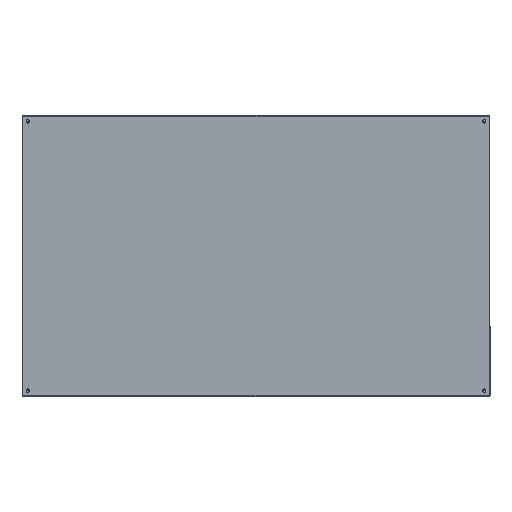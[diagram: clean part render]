
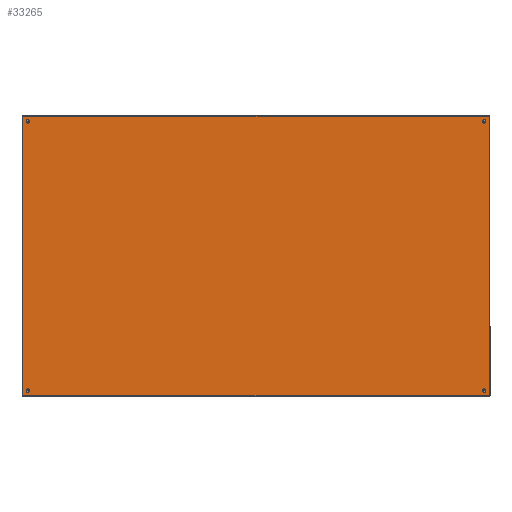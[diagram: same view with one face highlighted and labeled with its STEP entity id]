
A CAD part, left-side view. The second image highlights one B-rep face of the part: STEP entity #33265.
In plain terms, the highlighted face is planar.
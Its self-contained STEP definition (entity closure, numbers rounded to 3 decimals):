
#1042=FACE_BOUND('',#7147,.T.);
#1043=FACE_BOUND('',#7148,.T.);
#1044=FACE_BOUND('',#7149,.T.);
#1045=FACE_BOUND('',#7150,.T.);
#2210=CIRCLE('',#35524,0.219);
#2211=CIRCLE('',#35525,0.219);
#2212=CIRCLE('',#35526,0.219);
#2213=CIRCLE('',#35527,0.219);
#4931=FACE_OUTER_BOUND('',#7146,.T.);
#7146=EDGE_LOOP('',(#22525,#22526,#22527,#22528));
#7147=EDGE_LOOP('',(#22529));
#7148=EDGE_LOOP('',(#22530));
#7149=EDGE_LOOP('',(#22531));
#7150=EDGE_LOOP('',(#22532));
#9808=LINE('',#50464,#12094);
#9813=LINE('',#50482,#12099);
#9817=LINE('',#50496,#12103);
#9819=LINE('',#50499,#12105);
#12094=VECTOR('',#39733,35.852);
#12099=VECTOR('',#39756,35.852);
#12103=VECTOR('',#39776,59.79);
#12105=VECTOR('',#39780,59.79);
#14345=VERTEX_POINT('',#50461);
#14346=VERTEX_POINT('',#50463);
#14349=VERTEX_POINT('',#50479);
#14350=VERTEX_POINT('',#50481);
#14353=VERTEX_POINT('',#50500);
#14354=VERTEX_POINT('',#50502);
#14355=VERTEX_POINT('',#50504);
#14356=VERTEX_POINT('',#50506);
#17441=EDGE_CURVE('',#14346,#14345,#9808,.T.);
#17450=EDGE_CURVE('',#14350,#14349,#9813,.T.);
#17457=EDGE_CURVE('',#14350,#14345,#9817,.T.);
#17459=EDGE_CURVE('',#14346,#14349,#9819,.T.);
#17460=EDGE_CURVE('',#14353,#14353,#2210,.T.);
#17461=EDGE_CURVE('',#14354,#14354,#2211,.T.);
#17462=EDGE_CURVE('',#14355,#14355,#2212,.T.);
#17463=EDGE_CURVE('',#14356,#14356,#2213,.T.);
#22525=ORIENTED_EDGE('',*,*,#17450,.T.);
#22526=ORIENTED_EDGE('',*,*,#17459,.F.);
#22527=ORIENTED_EDGE('',*,*,#17441,.T.);
#22528=ORIENTED_EDGE('',*,*,#17457,.F.);
#22529=ORIENTED_EDGE('',*,*,#17460,.T.);
#22530=ORIENTED_EDGE('',*,*,#17461,.T.);
#22531=ORIENTED_EDGE('',*,*,#17462,.T.);
#22532=ORIENTED_EDGE('',*,*,#17463,.T.);
#31956=PLANE('',#35523);
#33265=ADVANCED_FACE('',(#4931,#1042,#1043,#1044,#1045),#31956,.F.);
#35523=AXIS2_PLACEMENT_3D('',#50498,#39778,#39779);
#35524=AXIS2_PLACEMENT_3D('',#50501,#39781,#39782);
#35525=AXIS2_PLACEMENT_3D('',#50503,#39783,#39784);
#35526=AXIS2_PLACEMENT_3D('',#50505,#39785,#39786);
#35527=AXIS2_PLACEMENT_3D('',#50507,#39787,#39788);
#39733=DIRECTION('',(0.,1.,0.));
#39756=DIRECTION('',(0.,-1.,0.));
#39776=DIRECTION('',(-1.,0.,0.));
#39778=DIRECTION('center_axis',(0.,0.,1.));
#39779=DIRECTION('ref_axis',(1.,0.,0.));
#39780=DIRECTION('',(1.,0.,0.));
#39781=DIRECTION('center_axis',(0.,0.,1.));
#39782=DIRECTION('ref_axis',(1.,0.,0.));
#39783=DIRECTION('center_axis',(0.,0.,1.));
#39784=DIRECTION('ref_axis',(1.,0.,0.));
#39785=DIRECTION('center_axis',(0.,0.,1.));
#39786=DIRECTION('ref_axis',(1.,0.,0.));
#39787=DIRECTION('center_axis',(0.,0.,1.));
#39788=DIRECTION('ref_axis',(1.,0.,0.));
#50461=CARTESIAN_POINT('',(0.105,35.852,0.));
#50463=CARTESIAN_POINT('',(0.105,0.,0.));
#50464=CARTESIAN_POINT('',(0.105,8.963,0.));
#50479=CARTESIAN_POINT('',(59.895,0.,0.));
#50481=CARTESIAN_POINT('',(59.895,35.852,0.));
#50482=CARTESIAN_POINT('',(59.895,26.889,0.));
#50496=CARTESIAN_POINT('',(60.,35.852,0.));
#50498=CARTESIAN_POINT('Origin',(30.,17.926,0.));
#50499=CARTESIAN_POINT('',(0.,0.,0.));
#50500=CARTESIAN_POINT('',(59.469,0.676,0.));
#50501=CARTESIAN_POINT('Origin',(59.25,0.676,0.));
#50502=CARTESIAN_POINT('',(59.469,35.176,0.));
#50503=CARTESIAN_POINT('Origin',(59.25,35.176,0.));
#50504=CARTESIAN_POINT('',(0.969,0.676,0.));
#50505=CARTESIAN_POINT('Origin',(0.75,0.676,0.));
#50506=CARTESIAN_POINT('',(0.969,35.176,0.));
#50507=CARTESIAN_POINT('Origin',(0.75,35.176,0.));
